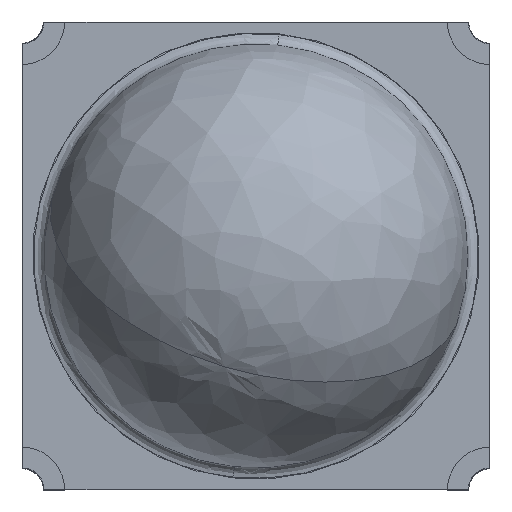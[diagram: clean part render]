
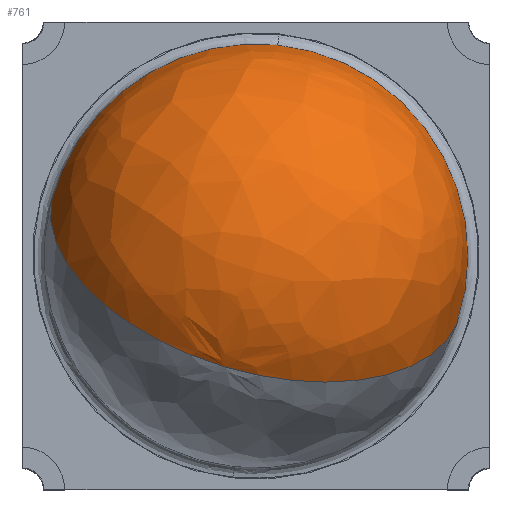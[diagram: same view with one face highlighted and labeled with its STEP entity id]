
A CAD part, top view. The second image highlights one B-rep face of the part: STEP entity #761.
In plain terms, the highlighted free-form (B-spline) face has degree [3, 3] with [4, 4] control points.
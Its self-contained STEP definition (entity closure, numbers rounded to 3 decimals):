
#544 = VERTEX_POINT('',#545);
#545 = CARTESIAN_POINT('',(1.887,-0.642,1.315
    ));
#552 = EDGE_CURVE('',#544,#553,#555,.T.);
#553 = VERTEX_POINT('',#554);
#554 = CARTESIAN_POINT('',(-0.294,-1.046,
    2.883));
#555 = CIRCLE('',#556,1.995);
#556 = AXIS2_PLACEMENT_3D('',#557,#558,#559);
#557 = CARTESIAN_POINT('',(0.001,0.,1.21)
  );
#558 = DIRECTION('',(-0.243,-0.803,-0.545));
#559 = DIRECTION('',(0.148,0.524,-0.839));
#561 = EDGE_CURVE('',#562,#553,#564,.T.);
#562 = VERTEX_POINT('',#563);
#563 = CARTESIAN_POINT('',(-1.925,0.512,1.315)
  );
#564 = CIRCLE('',#565,1.995);
#565 = AXIS2_PLACEMENT_3D('',#566,#567,#568);
#566 = CARTESIAN_POINT('',(0.001,0.,1.21)
  );
#567 = DIRECTION('',(0.243,0.803,0.545));
#568 = DIRECTION('',(0.148,0.524,-0.839));
#597 = EDGE_CURVE('',#598,#562,#600,.T.);
#598 = VERTEX_POINT('',#599);
#599 = CARTESIAN_POINT('',(0.205,1.982,1.315)
  );
#600 = CIRCLE('',#601,1.992);
#601 = AXIS2_PLACEMENT_3D('',#602,#603,#604);
#602 = CARTESIAN_POINT('',(0.001,0.,
    1.315));
#603 = DIRECTION('',(0.,0.,1.));
#604 = DIRECTION('',(-0.102,-0.995,0.
    ));
#761 = ADVANCED_FACE('',(#762),#774,.T.);
#762 = FACE_BOUND('',#763,.T.);
#763 = EDGE_LOOP('',(#764,#765,#772,#773));
#764 = ORIENTED_EDGE('',*,*,#552,.F.);
#765 = ORIENTED_EDGE('',*,*,#766,.T.);
#766 = EDGE_CURVE('',#544,#598,#767,.T.);
#767 = CIRCLE('',#768,1.992);
#768 = AXIS2_PLACEMENT_3D('',#769,#770,#771);
#769 = CARTESIAN_POINT('',(0.001,0.,
    1.315));
#770 = DIRECTION('',(0.,0.,1.));
#771 = DIRECTION('',(-0.102,-0.995,0.
    ));
#772 = ORIENTED_EDGE('',*,*,#597,.T.);
#773 = ORIENTED_EDGE('',*,*,#561,.T.);
#774 = ( BOUNDED_SURFACE() B_SPLINE_SURFACE(3,3,(
    (#775,#776,#777,#778)
    ,(#779,#780,#781,#782)
    ,(#783,#784,#785,#786)
    ,(#787,#788,#789,#790
)),.UNSPECIFIED.,.F.,.F.,.F.) B_SPLINE_SURFACE_WITH_KNOTS((4,4),(4,4),(
    0.,1.),(0.,1.),.PIECEWISE_BEZIER_KNOTS.) 
GEOMETRIC_REPRESENTATION_ITEM() RATIONAL_B_SPLINE_SURFACE((
    (1.,0.333,0.333,1.)
    ,(0.663,0.221,0.221,0.663)
    ,(0.663,0.221,0.221,0.663)
,(1.,0.333,0.333,1.
))) REPRESENTATION_ITEM('') SURFACE() );
#775 = CARTESIAN_POINT('',(-1.492,1.022,0.369
    ));
#776 = CARTESIAN_POINT('',(-0.659,3.774,2.237
    ));
#777 = CARTESIAN_POINT('',(2.628,2.8,2.206)
  );
#778 = CARTESIAN_POINT('',(1.795,0.048,
    0.339));
#779 = CARTESIAN_POINT('',(-2.569,0.49,1.634
    ));
#780 = CARTESIAN_POINT('',(-1.302,4.674,4.474
    ));
#781 = CARTESIAN_POINT('',(3.696,3.193,4.428)
  );
#782 = CARTESIAN_POINT('',(2.429,-0.992,1.588
    ));
#783 = CARTESIAN_POINT('',(-1.966,-0.55,
    2.898));
#784 = CARTESIAN_POINT('',(-1.119,2.25,4.799
    ));
#785 = CARTESIAN_POINT('',(2.226,1.259,4.768)
  );
#786 = CARTESIAN_POINT('',(1.379,-1.542,2.867
    ));
#787 = CARTESIAN_POINT('',(-0.294,-1.046,
    2.883));
#788 = CARTESIAN_POINT('',(-0.294,-1.046,
    2.883));
#789 = CARTESIAN_POINT('',(-0.294,-1.046,
    2.883));
#790 = CARTESIAN_POINT('',(-0.294,-1.046,
    2.883));
